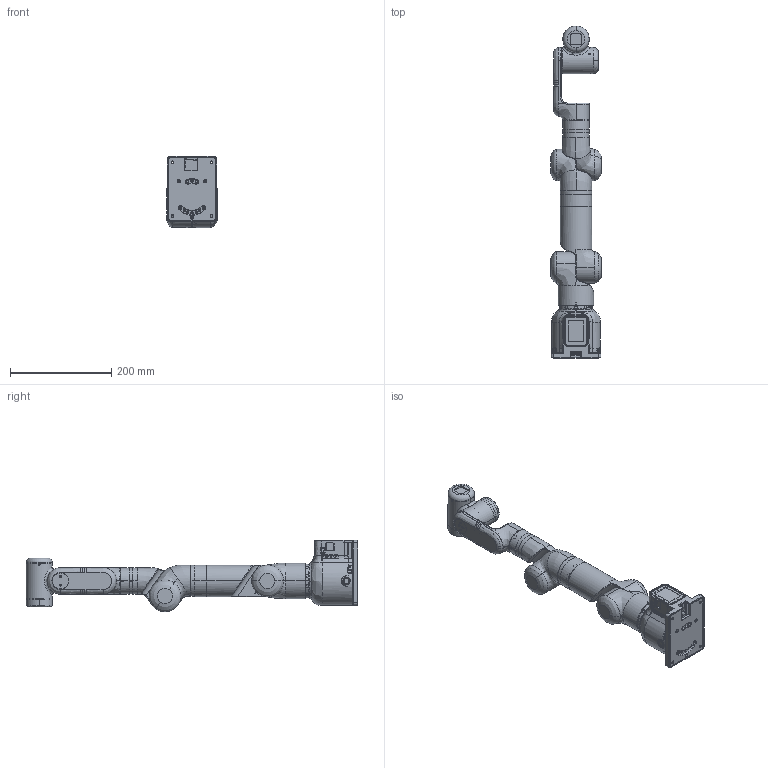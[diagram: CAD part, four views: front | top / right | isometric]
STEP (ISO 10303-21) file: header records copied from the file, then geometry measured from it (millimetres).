
FILE_DESCRIPTION (( 'STEP AP214' ), '1' );
FILE_NAME ('A1 v1.1-W.STEP', '2025-02-17T02:37:44', ( 'China' ), ( 'Home' ), 'SwSTEP 2.0', 'SolidWorks 2018', '' );
FILE_SCHEMA (( 'AUTOMOTIVE_DESIGN' ));
Length unit declared in the file: millimetre
Products named in the file (9): A1-05 J6翋极 v1.3 -w; A1-09 J7怀堤藺傷 v1.3 -W; ER-A1 J1菁釱窒煦-W; A1-07 J7埻砃翋极 v1.4 -w; A1-01 J2翋极-W; A1 v1.1-W; A1-02 J3翋极 v1.3-w; A1-03 J4翋极 v1.4-w; A1-04 J5翋极 v1.3-w
Assembly tree (8 placements, depth 2):
  A1 v1.1-W
    ER-A1 J1菁釱窒煦-W
    A1-01 J2翋极-W
    A1-02 J3翋极 v1.3-w
    A1-03 J4翋极 v1.4-w
    A1-04 J5翋极 v1.3-w
    A1-05 J6翋极 v1.3 -w
    A1-07 J7埻砃翋极 v1.4 -w
    A1-09 J7怀堤藺傷 v1.3 -W
Bounding box: 100 x 654.65 x 140.5 mm (x, y, z)
Volume: 2117077 mm3; surface area: 421823.3 mm2
Topology: 11 solids, 52 shells, 6279 faces, 17132 edges, 10985 vertices
Faces by surface type: plane 2946, bspline 1456, cylinder 1284, cone 444, torus 138, sphere 11
Entity records: 383724 total; most frequent: CARTESIAN_POINT 203821, ORIENTED_EDGE 33946, DIRECTION 24145, EDGE_CURVE 16973, VERTEX_POINT 10985, LINE 8823, VECTOR 8823, AXIS2_PLACEMENT_3D 7661
